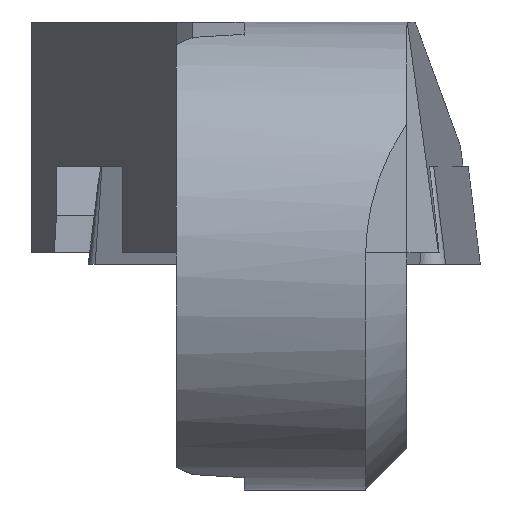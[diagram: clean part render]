
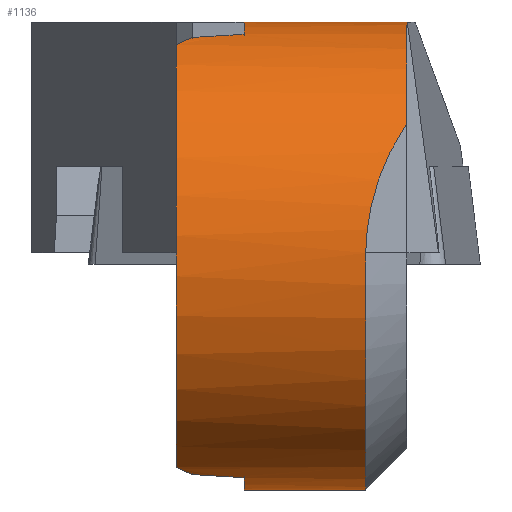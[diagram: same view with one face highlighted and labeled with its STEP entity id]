
A CAD part, left-side view. The second image highlights one B-rep face of the part: STEP entity #1136.
In plain terms, the highlighted cylindrical face has radius 5.675 mm (diameter 11.35 mm), a partial arc.
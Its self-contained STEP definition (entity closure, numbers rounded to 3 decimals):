
#560=EDGE_CURVE('NONE',#1144,#898,#1618,.F.);
#638=EDGE_CURVE('NONE',#906,#868,#1703,.F.);
#640=EDGE_CURVE('NONE',#898,#1468,#1705,.F.);
#716=VERTEX_POINT('NONE',#1786);
#794=VERTEX_POINT('NONE',#1875);
#840=EDGE_CURVE('NONE',#1468,#1122,#1924,.F.);
#844=VERTEX_POINT('NONE',#1928);
#868=VERTEX_POINT('NONE',#1955);
#898=VERTEX_POINT('NONE',#1986);
#906=VERTEX_POINT('',#1994);
#944=EDGE_CURVE('NONE',#1412,#1208,#2036,.F.);
#998=EDGE_CURVE('NONE',#794,#1144,#2093,.F.);
#1036=EDGE_CURVE('NONE',#1122,#716,#2133,.F.);
#1094=EDGE_CURVE('',#1460,#906,#2199,.T.);
#1122=VERTEX_POINT('NONE',#2230);
#1136=ADVANCED_FACE('NONE',(#2244),#2245,.T.);
#1144=VERTEX_POINT('NONE',#2254);
#1160=EDGE_CURVE('NONE',#716,#1460,#2270,.F.);
#1190=EDGE_CURVE('NONE',#868,#1412,#2302,.F.);
#1208=VERTEX_POINT('NONE',#2322);
#1272=EDGE_CURVE('NONE',#844,#794,#2396,.F.);
#1412=VERTEX_POINT('NONE',#2557);
#1460=VERTEX_POINT('',#2611);
#1468=VERTEX_POINT('NONE',#2619);
#1588=EDGE_CURVE('NONE',#1208,#844,#2751,.F.);
#1618=ELLIPSE('',#2778,8.026,5.675);
#1703=B_SPLINE_CURVE_WITH_KNOTS('',3,(#2891,#2892,#2893,#2894,#2895,#2896,#2897,#2898,#2899,#2900,#2901,#2902,#2903,#2904,#2905,#2906,#2907,#2908,#2909,#2910,#2911,#2912,#2913,#2914,#2915,#2916,#2917,#2918,#2919,#2920,#2921,#2922,#2923,#2924,#2925,#2926,#2927,#2928,#2929,#2930,#2931,#2932),.UNSPECIFIED.,.F.,.F.,(4,2,2,2,2,2,2,2,2,2,2,2,2,2,2,2,2,2,2,2,4),(6.413,7.482,8.551,9.62,10.689,11.758,12.827,13.895,14.964,16.033,17.102,18.171,19.24,20.309,21.377,22.446,23.515,24.584,25.653,26.721,27.79),.UNSPECIFIED.);
#1705=CIRCLE('',#2935,5.675);
#1786=CARTESIAN_POINT('',(-1.819,-1.65,-5.376));
#1875=CARTESIAN_POINT('',(-1.819,-1.65,5.376));
#1924=ELLIPSE('',#3297,8.026,5.675);
#1928=CARTESIAN_POINT('',(0.0,-1.65,5.675));
#1955=CARTESIAN_POINT('',(-5.675,-4.6,0.075));
#1986=CARTESIAN_POINT('',(-2.428,0.0,5.129));
#1994=CARTESIAN_POINT('',(0.,-4.6,-5.675));
#2036=CIRCLE('',#3439,5.675);
#2093=ELLIPSE('',#3515,34.384,5.675);
#2133=ELLIPSE('',#3573,34.384,5.675);
#2199=LINE('',#3661,#3662);
#2230=CARTESIAN_POINT('',(-2.028,-0.4,-5.3));
#2244=FACE_OUTER_BOUND('',#3723,.T.);
#2245=CYLINDRICAL_SURFACE('',#3724,5.675);
#2254=CARTESIAN_POINT('',(-2.028,-0.4,5.3));
#2270=CIRCLE('',#3757,5.675);
#2302=ELLIPSE('',#3805,8.026,5.675);
#2322=CARTESIAN_POINT('',(0.0,-5.6,5.675));
#2396=CIRCLE('',#3969,5.675);
#2557=CARTESIAN_POINT('',(-4.675,-5.6,3.218));
#2611=CARTESIAN_POINT('',(0.,-1.65,-5.675));
#2619=CARTESIAN_POINT('',(-2.428,0.0,-5.129));
#2751=LINE('',#4426,#4427);
#2778=AXIS2_PLACEMENT_3D('',#4437,#4438,#4439);
#2891=CARTESIAN_POINT('',(-5.243,-4.6,2.172));
#2892=CARTESIAN_POINT('',(-5.388,-4.6,1.822));
#2893=CARTESIAN_POINT('',(-5.497,-4.6,1.458));
#2894=CARTESIAN_POINT('',(-5.641,-4.6,0.725));
#2895=CARTESIAN_POINT('',(-5.675,-4.6,0.356));
#2896=CARTESIAN_POINT('',(-5.675,-4.6,-0.356));
#2897=CARTESIAN_POINT('',(-5.641,-4.6,-0.725));
#2898=CARTESIAN_POINT('',(-5.497,-4.6,-1.458));
#2899=CARTESIAN_POINT('',(-5.388,-4.6,-1.822));
#2900=CARTESIAN_POINT('',(-5.098,-4.6,-2.521));
#2901=CARTESIAN_POINT('',(-4.918,-4.6,-2.857));
#2902=CARTESIAN_POINT('',(-4.501,-4.6,-3.476));
#2903=CARTESIAN_POINT('',(-4.265,-4.6,-3.761));
#2904=CARTESIAN_POINT('',(-3.761,-4.6,-4.265));
#2905=CARTESIAN_POINT('',(-3.476,-4.6,-4.501));
#2906=CARTESIAN_POINT('',(-2.856,-4.6,-4.918));
#2907=CARTESIAN_POINT('',(-2.521,-4.6,-5.098));
#2908=CARTESIAN_POINT('',(-1.822,-4.6,-5.388));
#2909=CARTESIAN_POINT('',(-1.457,-4.6,-5.497));
#2910=CARTESIAN_POINT('',(-0.725,-4.6,-5.641));
#2911=CARTESIAN_POINT('',(-0.356,-4.6,-5.675));
#2912=CARTESIAN_POINT('',(0.357,-4.6,-5.675));
#2913=CARTESIAN_POINT('',(0.725,-4.6,-5.641));
#2914=CARTESIAN_POINT('',(1.458,-4.6,-5.497));
#2915=CARTESIAN_POINT('',(1.822,-4.6,-5.388));
#2916=CARTESIAN_POINT('',(2.521,-4.6,-5.098));
#2917=CARTESIAN_POINT('',(2.857,-4.6,-4.918));
#2918=CARTESIAN_POINT('',(3.476,-4.6,-4.501));
#2919=CARTESIAN_POINT('',(3.761,-4.6,-4.265));
#2920=CARTESIAN_POINT('',(4.265,-4.6,-3.761));
#2921=CARTESIAN_POINT('',(4.501,-4.6,-3.476));
#2922=CARTESIAN_POINT('',(4.918,-4.6,-2.856));
#2923=CARTESIAN_POINT('',(5.098,-4.6,-2.521));
#2924=CARTESIAN_POINT('',(5.388,-4.6,-1.822));
#2925=CARTESIAN_POINT('',(5.497,-4.6,-1.458));
#2926=CARTESIAN_POINT('',(5.641,-4.6,-0.725));
#2927=CARTESIAN_POINT('',(5.675,-4.6,-0.356));
#2928=CARTESIAN_POINT('',(5.675,-4.6,0.356));
#2929=CARTESIAN_POINT('',(5.641,-4.6,0.725));
#2930=CARTESIAN_POINT('',(5.497,-4.6,1.458));
#2931=CARTESIAN_POINT('',(5.388,-4.6,1.822));
#2932=CARTESIAN_POINT('',(5.243,-4.6,2.172));
#2935=AXIS2_PLACEMENT_3D('',#4540,#4541,#4542);
#3297=AXIS2_PLACEMENT_3D('',#4795,#4796,#4797);
#3439=AXIS2_PLACEMENT_3D('',#4899,#4900,#4901);
#3515=AXIS2_PLACEMENT_3D('',#4957,#4958,#4959);
#3573=AXIS2_PLACEMENT_3D('',#4997,#4998,#4999);
#3661=CARTESIAN_POINT('',(0.,-5.6,-5.675));
#3662=VECTOR('',#5103,1.0);
#3723=EDGE_LOOP('',(#5145,#5146,#5147,#5148,#5149,#5150,#5151,#5152,#5153,#5154,#5155,#5156));
#3724=AXIS2_PLACEMENT_3D('',#5157,#5158,#5159);
#3757=AXIS2_PLACEMENT_3D('',#5178,#5179,#5180);
#3805=AXIS2_PLACEMENT_3D('',#5212,#5213,#5214);
#3969=AXIS2_PLACEMENT_3D('',#5362,#5363,#5364);
#4426=CARTESIAN_POINT('',(0.0,-5.6,5.675));
#4427=VECTOR('',#5808,1.0);
#4437=CARTESIAN_POINT('',(0.0,-2.428,0.0));
#4438=DIRECTION('',(0.707,0.707,0.0));
#4439=DIRECTION('',(-0.707,0.707,-0.0));
#4540=CARTESIAN_POINT('',(0.0,0.0,0.0));
#4541=DIRECTION('',(-0.0,1.0,0.0));
#4542=DIRECTION('',(0.0,0.0,1.0));
#4795=CARTESIAN_POINT('',(0.0,-2.428,0.0));
#4796=DIRECTION('',(0.707,0.707,0.0));
#4797=DIRECTION('',(-0.707,0.707,-0.0));
#4899=CARTESIAN_POINT('',(0.0,-5.6,0.0));
#4900=DIRECTION('',(0.0,-1.0,0.0));
#4901=DIRECTION('',(0.0,0.0,1.0));
#4957=CARTESIAN_POINT('',(0.0,-12.519,0.0));
#4958=DIRECTION('',(0.986,0.165,0.0));
#4959=DIRECTION('',(-0.165,0.986,-0.0));
#4997=CARTESIAN_POINT('',(0.0,-12.519,0.0));
#4998=DIRECTION('',(0.986,0.165,0.0));
#4999=DIRECTION('',(-0.165,0.986,-0.0));
#5103=DIRECTION('',(0.0,-1.0,0.0));
#5145=ORIENTED_EDGE('',*,*,#1094,.T.);
#5146=ORIENTED_EDGE('',*,*,#638,.T.);
#5147=ORIENTED_EDGE('',*,*,#1190,.T.);
#5148=ORIENTED_EDGE('',*,*,#944,.T.);
#5149=ORIENTED_EDGE('',*,*,#1588,.T.);
#5150=ORIENTED_EDGE('',*,*,#1272,.T.);
#5151=ORIENTED_EDGE('',*,*,#998,.T.);
#5152=ORIENTED_EDGE('',*,*,#560,.T.);
#5153=ORIENTED_EDGE('',*,*,#640,.T.);
#5154=ORIENTED_EDGE('',*,*,#840,.T.);
#5155=ORIENTED_EDGE('',*,*,#1036,.T.);
#5156=ORIENTED_EDGE('',*,*,#1160,.T.);
#5157=CARTESIAN_POINT('',(0.0,-5.6,0.0));
#5158=DIRECTION('',(-0.0,1.0,-0.0));
#5159=DIRECTION('',(0.0,0.0,1.0));
#5178=CARTESIAN_POINT('',(0.0,-1.65,0.0));
#5179=DIRECTION('',(0.0,1.0,0.0));
#5180=DIRECTION('',(0.0,0.0,1.0));
#5212=CARTESIAN_POINT('',(0.0,-10.275,0.0));
#5213=DIRECTION('',(-0.707,-0.707,0.0));
#5214=DIRECTION('',(-0.707,0.707,-0.0));
#5362=CARTESIAN_POINT('',(0.0,-1.65,0.0));
#5363=DIRECTION('',(0.0,1.0,0.0));
#5364=DIRECTION('',(0.0,0.0,1.0));
#5808=DIRECTION('',(0.0,-1.0,0.0));
